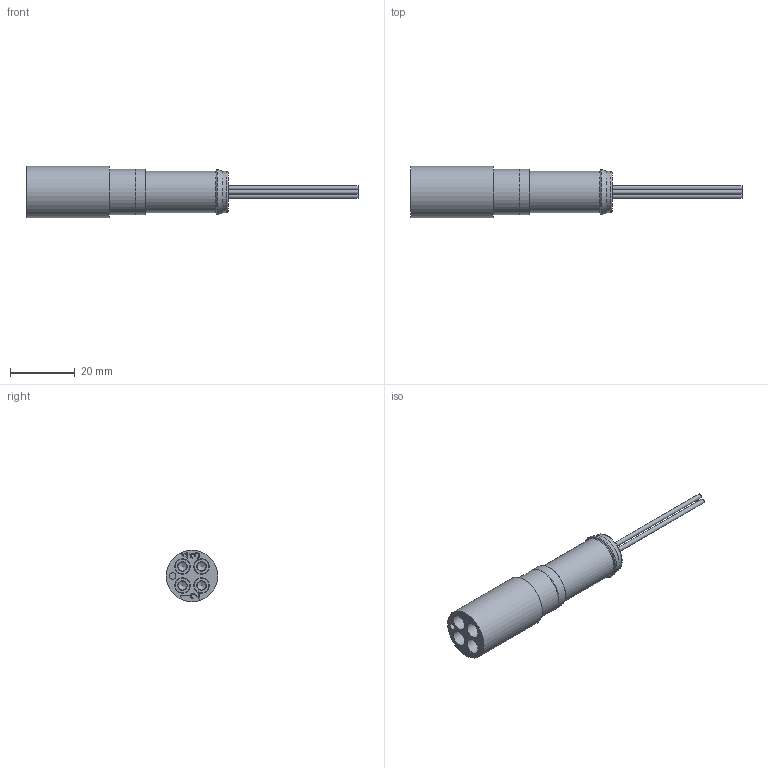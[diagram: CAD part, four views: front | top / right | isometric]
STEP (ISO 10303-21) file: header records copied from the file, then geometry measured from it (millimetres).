
FILE_DESCRIPTION(/* description */ (''),/* implementation_level */ '2;1');
FILE_NAME(/* name */ 'MCPBOF4F.stp',/* time_stamp */ '2022-03-04T10:47:21+01:00',/* author */ ('sh'),/* organization */ (''),/* preprocessor_version */ 'ST-DEVELOPER v17.2',/* originating_system */ 'Autodesk Inventor 2019',/* authorisation */ '');
FILE_SCHEMA (('AUTOMOTIVE_DESIGN { 1 0 10303 214 3 1 1 }'));
Length unit declared in the file: millimetre
Products named in the file (1): 01008720
Bounding box: 102.17 x 15.88 x 15.88 mm (x, y, z)
Volume: 9443.9 mm3; surface area: 6589.8 mm2
Topology: 1 solids, 5 shells, 265 faces, 725 edges, 500 vertices
Faces by surface type: plane 132, cylinder 46, torus 38, cone 29, bspline 20
Full cylindrical faces by diameter (mm): 1.321 x4, 1.981 x1, 2.819 x4, 2.896 x4, 3.556 x4, 3.912 x4, 3.962 x4, 4.013 x4, 4.572 x4, 4.75 x4, 4.775 x4, 12.7 x2, 13.97 x2, 15.875 x1
Entity records: 9883 total; most frequent: CARTESIAN_POINT 2607, DIRECTION 1491, ORIENTED_EDGE 1434, EDGE_CURVE 717, AXIS2_PLACEMENT_3D 600, VERTEX_POINT 500, CIRCLE 322, EDGE_LOOP 303
